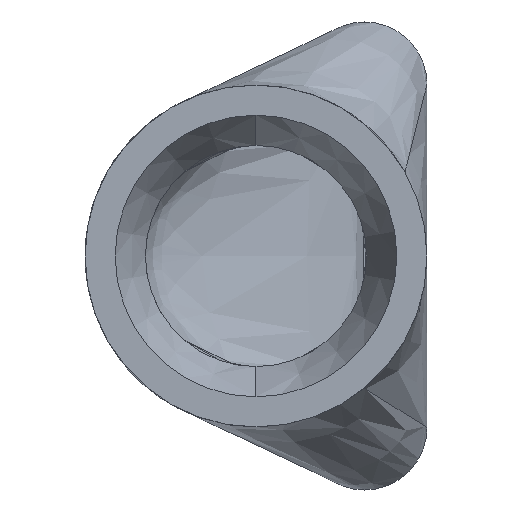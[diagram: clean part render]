
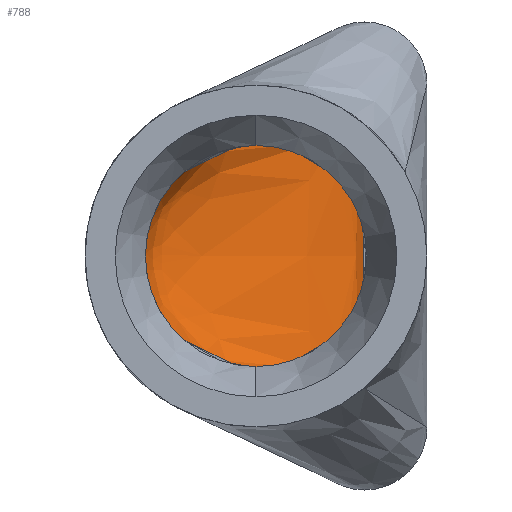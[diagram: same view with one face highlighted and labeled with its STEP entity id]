
A CAD part, left-side view. The second image highlights one B-rep face of the part: STEP entity #788.
In plain terms, the highlighted free-form (B-spline) face has degree [3, 3] with [9, 4] control points.
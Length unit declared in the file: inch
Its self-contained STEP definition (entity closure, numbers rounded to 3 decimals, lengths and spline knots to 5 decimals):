
#2 = CARTESIAN_POINT ( 'NONE',  ( 1.37624, 0.1275, -0.25781 ) ) ;
#23 = CARTESIAN_POINT ( 'NONE',  ( 1.18505, 0.48488, 0.16968 ) ) ;
#65 = CARTESIAN_POINT ( 'NONE',  ( 1.46875, 0.1275, -0.34375 ) ) ;
#68 = CARTESIAN_POINT ( 'NONE',  ( 1.19057, 0.57128, 0.00001 ) ) ;
#75 = CARTESIAN_POINT ( 'NONE',  ( 1.18651, 0.51984, 0.13554 ) ) ;
#82 = CARTESIAN_POINT ( 'NONE',  ( 1.094, 0.48488, 0.16968 ) ) ;
#85 = CARTESIAN_POINT ( 'NONE',  ( 1.094, 0.55313, -0.0808 ) ) ;
#92 = FACE_OUTER_BOUND ( 'NONE', #490, .T. ) ;
#154 = CARTESIAN_POINT ( 'NONE',  ( 1.37388, 0.1275, -0.14323 ) ) ;
#172 = CARTESIAN_POINT ( 'NONE',  ( 1.094, 0.51984, -0.13553 ) ) ;
#233 = CARTESIAN_POINT ( 'NONE',  ( 1.46875, 0.1275, 0.25781 ) ) ;
#245 = CARTESIAN_POINT ( 'NONE',  ( 1.094, 0.51984, 0.13554 ) ) ;
#255 = CARTESIAN_POINT ( 'NONE',  ( 1.18554, 0.49742, -0.15916 ) ) ;
#259 = CARTESIAN_POINT ( 'NONE',  ( 1.094, 0.55314, 0.08078 ) ) ;
#280 = CARTESIAN_POINT ( 'NONE',  ( 1.094, 0.48488, -0.16969 ) ) ;
#284 = CARTESIAN_POINT ( 'NONE',  ( 1.3777, 0.1275, -0.34375 ) ) ;
#339 = ORIENTED_EDGE ( 'NONE', *, *, #553, .T. ) ;
#342 = CARTESIAN_POINT ( 'NONE',  ( 1.3777, 0.1275, 0.34375 ) ) ;
#350 = CARTESIAN_POINT ( 'NONE',  ( 1.37721, 0.1275, 0.3151 ) ) ;
#355 = CARTESIAN_POINT ( 'NONE',  ( 1.46875, 0.1275, -0.25781 ) ) ;
#359 = CARTESIAN_POINT ( 'NONE',  ( 1.46875, 0.1275, -0.25781 ) ) ;
#368 = CARTESIAN_POINT ( 'NONE',  ( 1.3777, 0.1275, 0.34375 ) ) ;
#384 = CARTESIAN_POINT ( 'NONE',  ( 1.46875, 0.1275, -0.34375 ) ) ;
#411 = CARTESIAN_POINT ( 'NONE',  ( 1.46875, 0.1275, 0.34375 ) ) ;
#412 = CARTESIAN_POINT ( 'NONE',  ( 1.46875, 0.1275, 0.25781 ) ) ;
#419 = CARTESIAN_POINT ( 'NONE',  ( 1.46875, 0.1275, 0. ) ) ;
#421 = B_SPLINE_CURVE_WITH_KNOTS ( 'NONE', 3,
 ( #65, #594, #355, #687, #513, #667, #233, #1132, #1113 ),
 .UNSPECIFIED., .F., .F.,
 ( 4, 1, 1, 1, 1, 1, 4 ),
 ( 0., 0.125, 0.25, 0.5, 0.75, 0.875, 1. ),
 .UNSPECIFIED. ) ;
#426 = CARTESIAN_POINT ( 'NONE',  ( 1.37624, 0.1275, 0.25781 ) ) ;
#433 = VERTEX_POINT ( 'NONE', #411 ) ;
#437 = CARTESIAN_POINT ( 'NONE',  ( 1.094, 0.57128, 0.00001 ) ) ;
#442 = CARTESIAN_POINT ( 'NONE',  ( 1.094, 0.48488, -0.16968 ) ) ;
#466 = CARTESIAN_POINT ( 'NONE',  ( 1.18505, 0.48488, -0.16968 ) ) ;
#490 = EDGE_LOOP ( 'NONE', ( #339, #794, #998, #962 ) ) ;
#510 = CARTESIAN_POINT ( 'NONE',  ( 1.37721, 0.1275, -0.3151 ) ) ;
#513 = CARTESIAN_POINT ( 'NONE',  ( 1.46875, 0.1275, 0. ) ) ;
#515 = CARTESIAN_POINT ( 'NONE',  ( 1.18651, 0.51984, -0.13553 ) ) ;
#519 = CARTESIAN_POINT ( 'NONE',  ( 1.094, 0.48488, 0.16969 ) ) ;
#537 = CARTESIAN_POINT ( 'NONE',  ( 1.46875, 0.1275, -0.34375 ) ) ;
#553 = EDGE_CURVE ( 'NONE', #662, #836, #747, .T. ) ;
#583 = CARTESIAN_POINT ( 'NONE',  ( 1.094, 0.49742, -0.15916 ) ) ;
#589 = CARTESIAN_POINT ( 'NONE',  ( 1.3777, 0.1275, -0.34375 ) ) ;
#594 = CARTESIAN_POINT ( 'NONE',  ( 1.46875, 0.1275, -0.3151 ) ) ;
#601 = CARTESIAN_POINT ( 'NONE',  ( 1.094, 0.55313, -0.0808 ) ) ;
#603 = CARTESIAN_POINT ( 'NONE',  ( 1.46875, 0.1275, -0.3151 ) ) ;
#606 = CARTESIAN_POINT ( 'NONE',  ( 1.094, 0.48488, -0.16969 ) ) ;
#641 = EDGE_CURVE ( 'NONE', #662, #433, #922, .T. ) ;
#662 = VERTEX_POINT ( 'NONE', #1069 ) ;
#667 = CARTESIAN_POINT ( 'NONE',  ( 1.46875, 0.1275, 0.14323 ) ) ;
#672 = CARTESIAN_POINT ( 'NONE',  ( 1.37388, 0.1275, 0.14323 ) ) ;
#687 = CARTESIAN_POINT ( 'NONE',  ( 1.46875, 0.1275, -0.14323 ) ) ;
#701 = CARTESIAN_POINT ( 'NONE',  ( 1.094, 0.48488, -0.16969 ) ) ;
#713 = EDGE_CURVE ( 'NONE', #836, #1011, #765, .T. ) ;
#738 = B_SPLINE_SURFACE_WITH_KNOTS ( 'NONE', 3, 3, ( 
 ( #442, #1045, #589, #853 ),
 ( #583, #255, #510, #603 ),
 ( #172, #515, #2, #359 ),
 ( #85, #938, #154, #846 ),
 ( #437, #68, #777, #419 ),
 ( #755, #1117, #672, #1030 ),
 ( #245, #75, #426, #412 ),
 ( #942, #858, #350, #843 ),
 ( #82, #762, #342, #936 ) ),
 .UNSPECIFIED., .F., .F., .F.,
 ( 4, 1, 1, 1, 1, 1, 4 ),
 ( 4, 4 ),
 ( 0., 0.125, 0.25, 0.5, 0.75, 0.875, 1. ),
 ( 0., 1. ),
 .UNSPECIFIED. ) ;
#747 = B_SPLINE_CURVE_WITH_KNOTS ( 'NONE', 3,
 ( #519, #1027, #875, #259, #1052, #601, #966, #954, #606 ),
 .UNSPECIFIED., .F., .F.,
 ( 4, 1, 1, 1, 1, 1, 4 ),
 ( 0., 0.125, 0.25, 0.5, 0.75, 0.875, 1. ),
 .UNSPECIFIED. ) ;
#755 = CARTESIAN_POINT ( 'NONE',  ( 1.094, 0.55314, 0.08078 ) ) ;
#762 = CARTESIAN_POINT ( 'NONE',  ( 1.18505, 0.48488, 0.16968 ) ) ;
#765 = B_SPLINE_CURVE_WITH_KNOTS ( 'NONE', 3,
 ( #701, #466, #284, #537 ),
 .UNSPECIFIED., .F., .F.,
 ( 4, 4 ),
 ( 0., 1. ),
 .UNSPECIFIED. ) ;
#777 = CARTESIAN_POINT ( 'NONE',  ( 1.37218, 0.1275, 0. ) ) ;
#788 = ADVANCED_FACE ( 'NONE', ( #92 ), #738, .F. ) ;
#794 = ORIENTED_EDGE ( 'NONE', *, *, #713, .T. ) ;
#801 = EDGE_CURVE ( 'NONE', #1011, #433, #421, .T. ) ;
#809 = CARTESIAN_POINT ( 'NONE',  ( 1.46875, 0.1275, 0.34375 ) ) ;
#836 = VERTEX_POINT ( 'NONE', #280 ) ;
#843 = CARTESIAN_POINT ( 'NONE',  ( 1.46875, 0.1275, 0.3151 ) ) ;
#846 = CARTESIAN_POINT ( 'NONE',  ( 1.46875, 0.1275, -0.14323 ) ) ;
#853 = CARTESIAN_POINT ( 'NONE',  ( 1.46875, 0.1275, -0.34375 ) ) ;
#858 = CARTESIAN_POINT ( 'NONE',  ( 1.18554, 0.49742, 0.15916 ) ) ;
#875 = CARTESIAN_POINT ( 'NONE',  ( 1.094, 0.51984, 0.13554 ) ) ;
#922 = B_SPLINE_CURVE_WITH_KNOTS ( 'NONE', 3,
 ( #996, #23, #368, #809 ),
 .UNSPECIFIED., .F., .F.,
 ( 4, 4 ),
 ( 0., 1. ),
 .UNSPECIFIED. ) ;
#936 = CARTESIAN_POINT ( 'NONE',  ( 1.46875, 0.1275, 0.34375 ) ) ;
#938 = CARTESIAN_POINT ( 'NONE',  ( 1.18887, 0.55313, -0.0808 ) ) ;
#942 = CARTESIAN_POINT ( 'NONE',  ( 1.094, 0.49742, 0.15916 ) ) ;
#954 = CARTESIAN_POINT ( 'NONE',  ( 1.094, 0.49742, -0.15916 ) ) ;
#962 = ORIENTED_EDGE ( 'NONE', *, *, #641, .F. ) ;
#966 = CARTESIAN_POINT ( 'NONE',  ( 1.094, 0.51984, -0.13553 ) ) ;
#996 = CARTESIAN_POINT ( 'NONE',  ( 1.094, 0.48488, 0.16969 ) ) ;
#998 = ORIENTED_EDGE ( 'NONE', *, *, #801, .T. ) ;
#1011 = VERTEX_POINT ( 'NONE', #384 ) ;
#1027 = CARTESIAN_POINT ( 'NONE',  ( 1.094, 0.49742, 0.15916 ) ) ;
#1030 = CARTESIAN_POINT ( 'NONE',  ( 1.46875, 0.1275, 0.14323 ) ) ;
#1045 = CARTESIAN_POINT ( 'NONE',  ( 1.18505, 0.48488, -0.16968 ) ) ;
#1052 = CARTESIAN_POINT ( 'NONE',  ( 1.094, 0.57128, 0.00001 ) ) ;
#1069 = CARTESIAN_POINT ( 'NONE',  ( 1.094, 0.48488, 0.16969 ) ) ;
#1113 = CARTESIAN_POINT ( 'NONE',  ( 1.46875, 0.1275, 0.34375 ) ) ;
#1117 = CARTESIAN_POINT ( 'NONE',  ( 1.18887, 0.55314, 0.08078 ) ) ;
#1132 = CARTESIAN_POINT ( 'NONE',  ( 1.46875, 0.1275, 0.3151 ) ) ;
